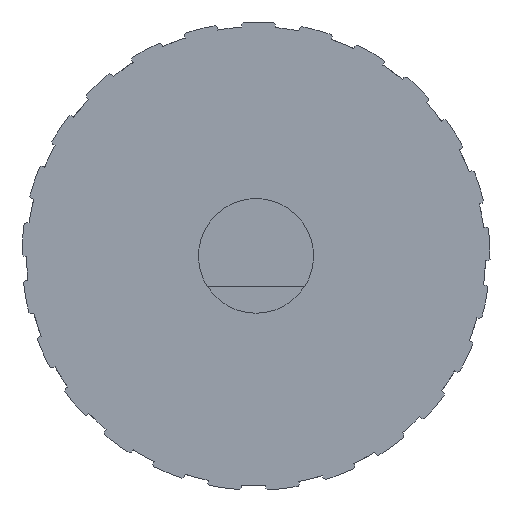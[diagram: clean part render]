
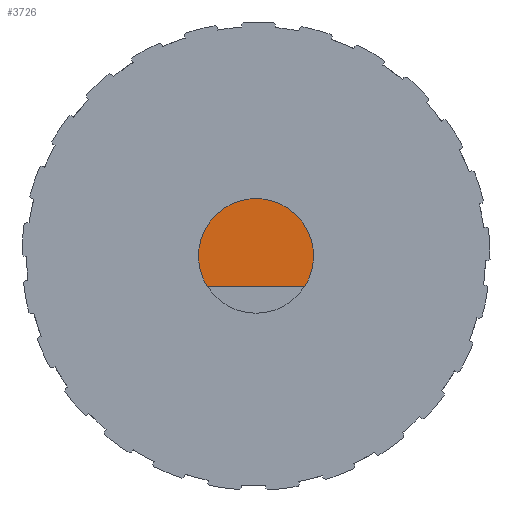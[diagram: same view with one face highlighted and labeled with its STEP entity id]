
A CAD part, front view. The second image highlights one B-rep face of the part: STEP entity #3726.
In plain terms, the highlighted planar face has unit normal (0, -1, 0).
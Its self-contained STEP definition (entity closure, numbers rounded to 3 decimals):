
#371=PLANE('',#4009);
#578=FACE_OUTER_BOUND('',#787,.T.);
#787=EDGE_LOOP('',(#3462,#3463));
#794=LINE('',#4819,#1053);
#1053=VECTOR('',#4029,10.);
#1412=CIRCLE('',#4010,3.075);
#1418=VERTEX_POINT('',#4816);
#1419=VERTEX_POINT('',#4818);
#1780=EDGE_CURVE('',#1418,#1419,#794,.T.);
#2337=EDGE_CURVE('',#1419,#1418,#1412,.T.);
#3462=ORIENTED_EDGE('',*,*,#2337,.F.);
#3463=ORIENTED_EDGE('',*,*,#1780,.F.);
#3726=ADVANCED_FACE('',(#578),#371,.F.);
#4009=AXIS2_PLACEMENT_3D('',#7532,#4795,#4796);
#4010=AXIS2_PLACEMENT_3D('',#7533,#4797,#4798);
#4029=DIRECTION('',(-1.,0.,0.));
#4795=DIRECTION('center_axis',(0.,1.,0.));
#4796=DIRECTION('ref_axis',(0.,0.,1.));
#4797=DIRECTION('center_axis',(0.,1.,0.));
#4798=DIRECTION('ref_axis',(0.849,0.,0.528));
#4816=CARTESIAN_POINT('',(2.611,7.,-1.625));
#4818=CARTESIAN_POINT('',(-2.611,7.,-1.625));
#4819=CARTESIAN_POINT('',(-1.305,7.,-1.625));
#7532=CARTESIAN_POINT('Origin',(0.,7.,0.));
#7533=CARTESIAN_POINT('Origin',(0.,7.,0.));
